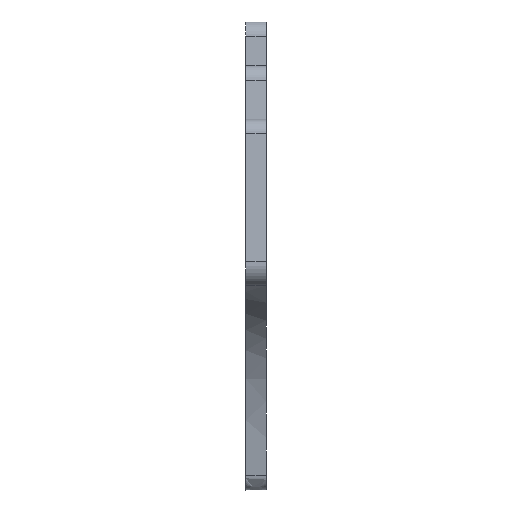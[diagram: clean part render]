
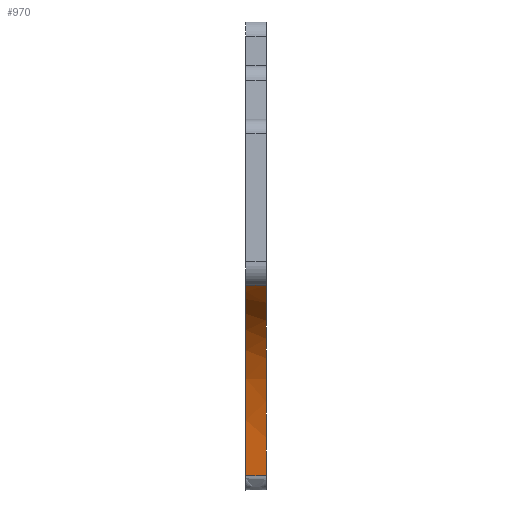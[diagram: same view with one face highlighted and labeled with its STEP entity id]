
A CAD part, left-side view. The second image highlights one B-rep face of the part: STEP entity #970.
In plain terms, the highlighted free-form (B-spline) face has degree [3, 1] with [16, 2] control points.
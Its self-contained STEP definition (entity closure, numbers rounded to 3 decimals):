
#25=B_SPLINE_CURVE_WITH_KNOTS('',3,(#1467,#1468,#1469,#1470),
 .UNSPECIFIED.,.F.,.F.,(4,4),(0.,0.6),.UNSPECIFIED.);
#28=B_SPLINE_CURVE_WITH_KNOTS('',3,(#1528,#1529,#1530,#1531,#1532,#1533,
#1534,#1535,#1536,#1537),.UNSPECIFIED.,.F.,.F.,(4,3,3,4),(-0.816,
-0.55,-0.276,-0.018),
 .UNSPECIFIED.);
#33=B_SPLINE_CURVE_WITH_KNOTS('',3,(#1891,#1892,#1893,#1894,#1895,#1896,
#1897,#1898,#1899,#1900),.UNSPECIFIED.,.F.,.F.,(4,3,3,4),(0.018,
0.276,0.55,0.816),.UNSPECIFIED.);
#37=B_SPLINE_SURFACE_WITH_KNOTS('',3,1,((#1859,#1860),(#1861,#1862),(#1863,
#1864),(#1865,#1866),(#1867,#1868),(#1869,#1870),(#1871,#1872),(#1873,#1874),
(#1875,#1876),(#1877,#1878),(#1879,#1880),(#1881,#1882),(#1883,#1884),(#1885,
#1886),(#1887,#1888),(#1889,#1890)),.UNSPECIFIED.,.F.,.F.,.F.,(4,3,3,3,
3,4),(2,2),(-13.016,-1.,-0.841,-0.55,
-0.276,-0.018),(0.,0.6),.UNSPECIFIED.);
#105=FACE_OUTER_BOUND('',#157,.T.);
#157=EDGE_LOOP('',(#856,#857,#858,#859));
#242=LINE('',#1858,#326);
#326=VECTOR('',#1320,10.);
#400=VERTEX_POINT('',#1433);
#403=VERTEX_POINT('',#1453);
#406=VERTEX_POINT('',#1527);
#468=VERTEX_POINT('',#1856);
#503=EDGE_CURVE('',#403,#400,#25,.T.);
#507=EDGE_CURVE('',#400,#406,#28,.T.);
#606=EDGE_CURVE('',#468,#406,#242,.T.);
#607=EDGE_CURVE('',#468,#403,#33,.T.);
#856=ORIENTED_EDGE('',*,*,#503,.F.);
#857=ORIENTED_EDGE('',*,*,#607,.F.);
#858=ORIENTED_EDGE('',*,*,#606,.T.);
#859=ORIENTED_EDGE('',*,*,#507,.F.);
#970=ADVANCED_FACE('',(#105),#37,.T.);
#1320=DIRECTION('',(0.,1.,0.));
#1433=CARTESIAN_POINT('',(-4.678,6.,-57.191));
#1453=CARTESIAN_POINT('',(-4.678,0.,-57.191));
#1467=CARTESIAN_POINT('Ctrl Pts',(-4.678,0.,
-57.191));
#1468=CARTESIAN_POINT('Ctrl Pts',(-4.678,2.,-57.191));
#1469=CARTESIAN_POINT('Ctrl Pts',(-4.678,4.,-57.191));
#1470=CARTESIAN_POINT('Ctrl Pts',(-4.678,6.,-57.191));
#1527=CARTESIAN_POINT('',(-38.557,6.,-0.773));
#1528=CARTESIAN_POINT('Ctrl Pts',(-4.678,6.,-57.191));
#1529=CARTESIAN_POINT('Ctrl Pts',(-5.443,6.,-49.273));
#1530=CARTESIAN_POINT('Ctrl Pts',(-6.762,6.,-41.658));
#1531=CARTESIAN_POINT('Ctrl Pts',(-8.957,6.,-34.59));
#1532=CARTESIAN_POINT('Ctrl Pts',(-11.219,6.,-27.303));
#1533=CARTESIAN_POINT('Ctrl Pts',(-14.406,6.,-20.634));
#1534=CARTESIAN_POINT('Ctrl Pts',(-19.288,6.,-14.822));
#1535=CARTESIAN_POINT('Ctrl Pts',(-23.869,6.,-9.367));
#1536=CARTESIAN_POINT('Ctrl Pts',(-30.012,6.,-4.63));
#1537=CARTESIAN_POINT('Ctrl Pts',(-38.557,6.,-0.773));
#1856=CARTESIAN_POINT('',(-38.557,0.,-0.773));
#1858=CARTESIAN_POINT('',(-38.557,0.,-0.773));
#1859=CARTESIAN_POINT('Ctrl Pts',(0.,0.,-1221.061));
#1860=CARTESIAN_POINT('Ctrl Pts',(0.,6.,-1221.061));
#1861=CARTESIAN_POINT('Ctrl Pts',(-1.287,0.,-838.732));
#1862=CARTESIAN_POINT('Ctrl Pts',(-1.287,6.,-838.732));
#1863=CARTESIAN_POINT('Ctrl Pts',(-2.574,0.,-456.404));
#1864=CARTESIAN_POINT('Ctrl Pts',(-2.574,6.,-456.404));
#1865=CARTESIAN_POINT('Ctrl Pts',(-3.861,0.,-74.076));
#1866=CARTESIAN_POINT('Ctrl Pts',(-3.861,6.,-74.076));
#1867=CARTESIAN_POINT('Ctrl Pts',(-3.878,0.,-69.111));
#1868=CARTESIAN_POINT('Ctrl Pts',(-3.878,6.,-69.111));
#1869=CARTESIAN_POINT('Ctrl Pts',(-4.078,0.,-64.235));
#1870=CARTESIAN_POINT('Ctrl Pts',(-4.078,6.,-64.235));
#1871=CARTESIAN_POINT('Ctrl Pts',(-4.474,0.,-59.464));
#1872=CARTESIAN_POINT('Ctrl Pts',(-4.474,6.,-59.464));
#1873=CARTESIAN_POINT('Ctrl Pts',(-5.2,0.,-50.73));
#1874=CARTESIAN_POINT('Ctrl Pts',(-5.2,6.,-50.73));
#1875=CARTESIAN_POINT('Ctrl Pts',(-6.553,0.,-42.332));
#1876=CARTESIAN_POINT('Ctrl Pts',(-6.553,6.,-42.332));
#1877=CARTESIAN_POINT('Ctrl Pts',(-8.957,0.,-34.59));
#1878=CARTESIAN_POINT('Ctrl Pts',(-8.957,6.,-34.59));
#1879=CARTESIAN_POINT('Ctrl Pts',(-11.219,0.,-27.303));
#1880=CARTESIAN_POINT('Ctrl Pts',(-11.219,6.,-27.303));
#1881=CARTESIAN_POINT('Ctrl Pts',(-14.406,0.,-20.634));
#1882=CARTESIAN_POINT('Ctrl Pts',(-14.406,6.,-20.634));
#1883=CARTESIAN_POINT('Ctrl Pts',(-19.288,0.,-14.822));
#1884=CARTESIAN_POINT('Ctrl Pts',(-19.288,6.,-14.822));
#1885=CARTESIAN_POINT('Ctrl Pts',(-23.869,0.,-9.367));
#1886=CARTESIAN_POINT('Ctrl Pts',(-23.869,6.,-9.367));
#1887=CARTESIAN_POINT('Ctrl Pts',(-30.012,0.,-4.63));
#1888=CARTESIAN_POINT('Ctrl Pts',(-30.012,6.,-4.63));
#1889=CARTESIAN_POINT('Ctrl Pts',(-38.557,0.,-0.773));
#1890=CARTESIAN_POINT('Ctrl Pts',(-38.557,6.,-0.773));
#1891=CARTESIAN_POINT('Ctrl Pts',(-38.557,0.,-0.773));
#1892=CARTESIAN_POINT('Ctrl Pts',(-30.012,0.,-4.63));
#1893=CARTESIAN_POINT('Ctrl Pts',(-23.869,0.,-9.367));
#1894=CARTESIAN_POINT('Ctrl Pts',(-19.288,0.,-14.822));
#1895=CARTESIAN_POINT('Ctrl Pts',(-14.406,0.,-20.634));
#1896=CARTESIAN_POINT('Ctrl Pts',(-11.219,0.,-27.303));
#1897=CARTESIAN_POINT('Ctrl Pts',(-8.957,0.,-34.59));
#1898=CARTESIAN_POINT('Ctrl Pts',(-6.762,0.,-41.658));
#1899=CARTESIAN_POINT('Ctrl Pts',(-5.443,0.,-49.273));
#1900=CARTESIAN_POINT('Ctrl Pts',(-4.678,0.,-57.191));
